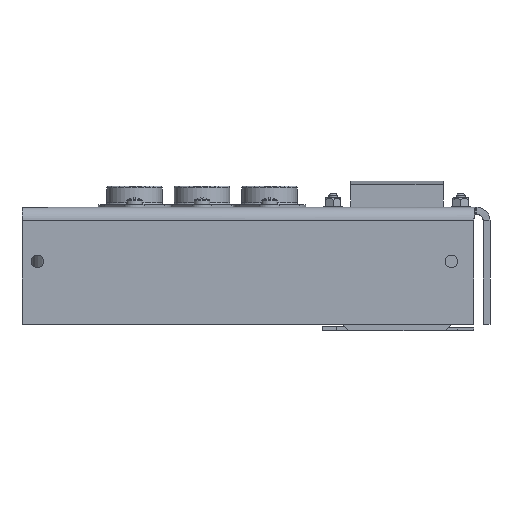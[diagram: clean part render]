
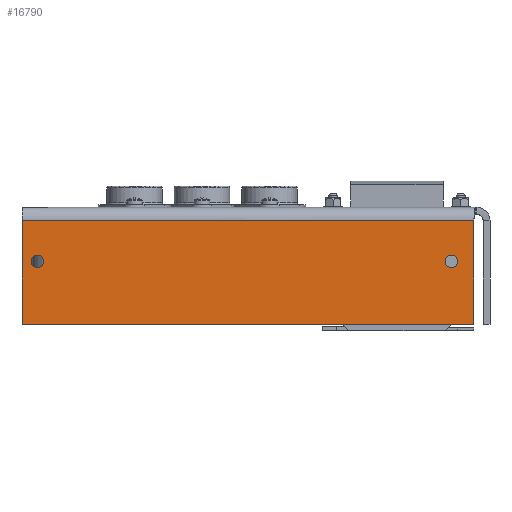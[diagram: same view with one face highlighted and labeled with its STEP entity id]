
A CAD part, front view. The second image highlights one B-rep face of the part: STEP entity #16790.
In plain terms, the highlighted planar face has unit normal (0, -1, 0).
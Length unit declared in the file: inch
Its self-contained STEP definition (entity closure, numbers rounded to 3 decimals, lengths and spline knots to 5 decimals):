
#669 = VERTEX_POINT ( 'NONE', #7475 ) ;
#1284 = CARTESIAN_POINT ( 'NONE',  ( 0., 0., 0.18189 ) ) ;
#3773 = EDGE_CURVE ( 'NONE', #26402, #26402, #24387, .T. ) ;
#4491 = CARTESIAN_POINT ( 'NONE',  ( -6.27715, 0., 0.18189 ) ) ;
#4607 = DIRECTION ( 'NONE',  ( 0., -1., 0. ) ) ;
#5127 = CARTESIAN_POINT ( 'NONE',  ( -6.27715, 0., 0.18189 ) ) ;
#5658 = EDGE_LOOP ( 'NONE', ( #31534 ) ) ;
#6048 = LINE ( 'NONE', #14747, #19603 ) ;
#6190 = DIRECTION ( 'NONE',  ( 0., 0., -1. ) ) ;
#7309 = DIRECTION ( 'NONE',  ( 0., 1., 0. ) ) ;
#7475 = CARTESIAN_POINT ( 'NONE',  ( -6.27715, 0., 0. ) ) ;
#7718 = FACE_BOUND ( 'NONE', #34412, .T. ) ;
#7770 = CARTESIAN_POINT ( 'NONE',  ( 0., 0., -1.44311 ) ) ;
#7940 = ORIENTED_EDGE ( 'NONE', *, *, #3773, .F. ) ;
#8791 = LINE ( 'NONE', #5127, #21104 ) ;
#8918 = EDGE_LOOP ( 'NONE', ( #20322, #11021, #34838, #22036 ) ) ;
#9318 = CIRCLE ( 'NONE', #26648, 0.08858 ) ;
#10088 = VECTOR ( 'NONE', #27310, 39.37008 ) ;
#10317 = VERTEX_POINT ( 'NONE', #21021 ) ;
#11021 = ORIENTED_EDGE ( 'NONE', *, *, #15414, .F. ) ;
#11845 = LINE ( 'NONE', #18248, #10088 ) ;
#13977 = FACE_BOUND ( 'NONE', #5658, .T. ) ;
#14747 = CARTESIAN_POINT ( 'NONE',  ( -3.02715, 0., 0. ) ) ;
#15414 = EDGE_CURVE ( 'NONE', #10317, #669, #8791, .T. ) ;
#15840 = CARTESIAN_POINT ( 'NONE',  ( -6.0625, 0., -0.65669 ) ) ;
#16201 = LINE ( 'NONE', #1284, #32411 ) ;
#16786 = DIRECTION ( 'NONE',  ( 0., 0., -1. ) ) ;
#16790 = ADVANCED_FACE ( 'NONE', ( #34886, #7718, #13977 ), #20001, .F. ) ;
#17916 = VERTEX_POINT ( 'NONE', #15840 ) ;
#18248 = CARTESIAN_POINT ( 'NONE',  ( -6.27715, 0., -1.44311 ) ) ;
#18513 = AXIS2_PLACEMENT_3D ( 'NONE', #4491, #7309, #19606 ) ;
#18585 = AXIS2_PLACEMENT_3D ( 'NONE', #19348, #4607, #31589 ) ;
#19348 = CARTESIAN_POINT ( 'NONE',  ( -0.3125, 0., -0.56811 ) ) ;
#19603 = VECTOR ( 'NONE', #39277, 39.37008 ) ;
#19606 = DIRECTION ( 'NONE',  ( 0., 0., 1. ) ) ;
#19964 = CARTESIAN_POINT ( 'NONE',  ( -0.3125, 0., -0.65669 ) ) ;
#20001 = PLANE ( 'NONE',  #18513 ) ;
#20322 = ORIENTED_EDGE ( 'NONE', *, *, #30293, .F. ) ;
#21021 = CARTESIAN_POINT ( 'NONE',  ( -6.27715, 0., -1.44311 ) ) ;
#21104 = VECTOR ( 'NONE', #39164, 39.37008 ) ;
#21902 = EDGE_CURVE ( 'NONE', #29783, #10317, #11845, .T. ) ;
#22036 = ORIENTED_EDGE ( 'NONE', *, *, #30237, .F. ) ;
#24387 = CIRCLE ( 'NONE', #18585, 0.08858 ) ;
#24706 = DIRECTION ( 'NONE',  ( 0., -1., 0. ) ) ;
#26402 = VERTEX_POINT ( 'NONE', #19964 ) ;
#26648 = AXIS2_PLACEMENT_3D ( 'NONE', #27142, #24706, #6190 ) ;
#26803 = EDGE_CURVE ( 'NONE', #17916, #17916, #9318, .T. ) ;
#27142 = CARTESIAN_POINT ( 'NONE',  ( -6.0625, 0., -0.56811 ) ) ;
#27310 = DIRECTION ( 'NONE',  ( -1., 0., 0. ) ) ;
#29531 = CARTESIAN_POINT ( 'NONE',  ( 0., 0., 0. ) ) ;
#29783 = VERTEX_POINT ( 'NONE', #7770 ) ;
#30237 = EDGE_CURVE ( 'NONE', #38200, #29783, #16201, .T. ) ;
#30293 = EDGE_CURVE ( 'NONE', #669, #38200, #6048, .T. ) ;
#31534 = ORIENTED_EDGE ( 'NONE', *, *, #26803, .F. ) ;
#31589 = DIRECTION ( 'NONE',  ( 0., 0., -1. ) ) ;
#32411 = VECTOR ( 'NONE', #16786, 39.37008 ) ;
#34412 = EDGE_LOOP ( 'NONE', ( #7940 ) ) ;
#34838 = ORIENTED_EDGE ( 'NONE', *, *, #21902, .F. ) ;
#34886 = FACE_OUTER_BOUND ( 'NONE', #8918, .T. ) ;
#38200 = VERTEX_POINT ( 'NONE', #29531 ) ;
#39164 = DIRECTION ( 'NONE',  ( 0., 0., 1. ) ) ;
#39277 = DIRECTION ( 'NONE',  ( 1., 0., 0. ) ) ;
